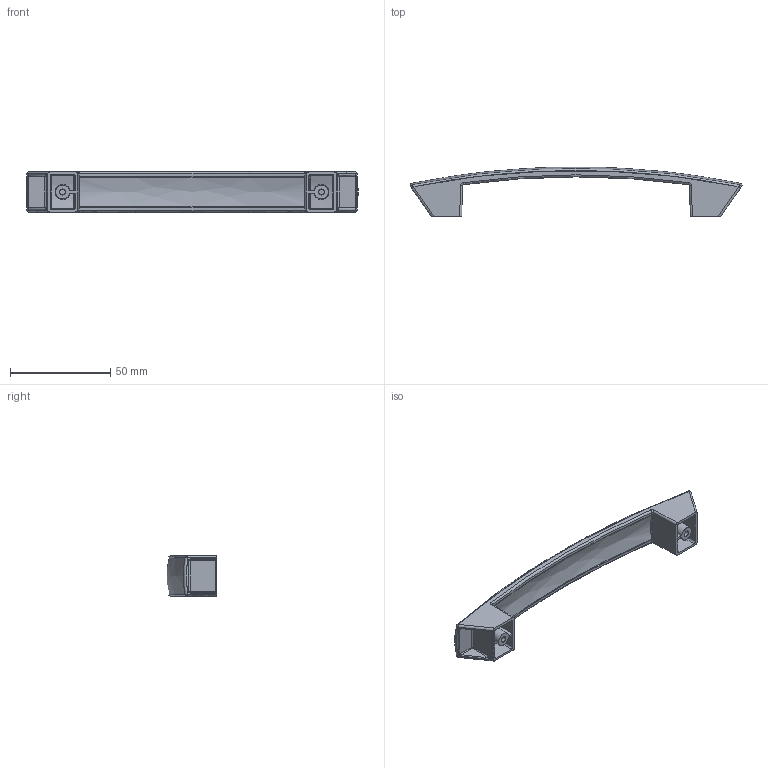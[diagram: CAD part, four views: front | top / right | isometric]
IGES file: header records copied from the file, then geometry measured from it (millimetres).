
Start section: SolidWorks IGES file using analytic representation for surfaces
Global section: file name: Dunas.IGS; native system: SolidWorks 2018; preprocessor: SolidWorks 2018; author: ebischoff; date: 191021.111959; units: millimetre
Bounding box: 165.84 x 24.91 x 20 mm (x, y, z)
Surface area: 13095.5 mm2 (no closed solid volume)
Topology: 0 solids, 0 shells, 139 faces, 1380 edges, 1376 vertices
Faces by surface type: bspline 88, revolution 51
